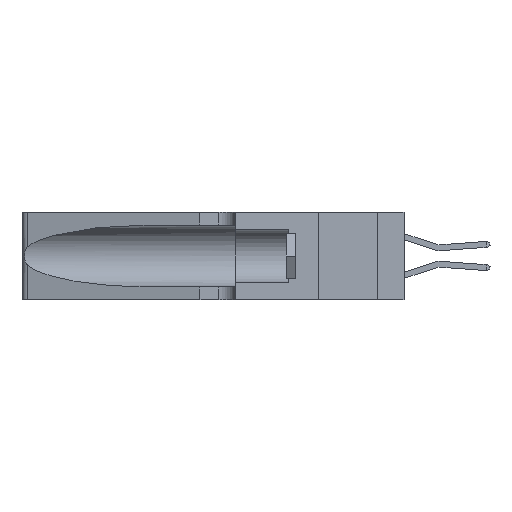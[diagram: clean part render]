
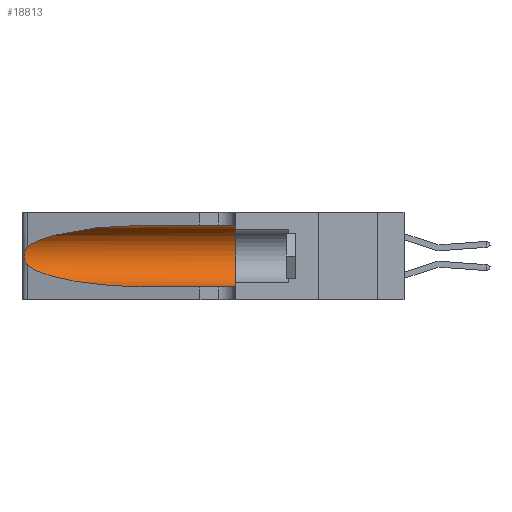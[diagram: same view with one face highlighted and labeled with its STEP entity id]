
A CAD part, left-side view. The second image highlights one B-rep face of the part: STEP entity #18813.
In plain terms, the highlighted cylindrical face has radius 3.308 mm (diameter 6.617 mm), a partial arc.
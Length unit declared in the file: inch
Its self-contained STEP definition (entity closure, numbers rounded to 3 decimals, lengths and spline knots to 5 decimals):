
#290 = CARTESIAN_POINT ( 'NONE',  ( 0.1305, 0.72297, 0.31525 ) ) ;
#1260 = CARTESIAN_POINT ( 'NONE',  ( 0.25639, 1.23184, 0.21858 ) ) ;
#1320 = CARTESIAN_POINT ( 'NONE',  ( 0.25487, 1.22718, 0.14631 ) ) ;
#1396 = CARTESIAN_POINT ( 'NONE',  ( 0.25789, 1.23486, 0.15765 ) ) ;
#1566 = EDGE_LOOP ( 'NONE', ( #10707, #16784, #6969, #8334, #7874, #4370 ) ) ;
#1676 = DIRECTION ( 'NONE',  ( 0., 1., 0. ) ) ;
#2193 = CIRCLE ( 'NONE', #4441, 0.13025 ) ;
#2276 = LINE ( 'NONE', #15612, #11673 ) ;
#2878 = CARTESIAN_POINT ( 'NONE',  ( 0.25854, 1.2359, 0.20912 ) ) ;
#2968 = VERTEX_POINT ( 'NONE', #1320 ) ;
#3250 = EDGE_CURVE ( 'NONE', #2968, #11734, #6507, .T. ) ;
#3318 = CARTESIAN_POINT ( 'NONE',  ( 0.25487, 1.22718, 0.22369 ) ) ;
#3936 = CARTESIAN_POINT ( 'NONE',  ( 0.1305, 0.35, 0.31525 ) ) ;
#4241 = CARTESIAN_POINT ( 'NONE',  ( 0.25487, 1.22718, 0.14631 ) ) ;
#4301 = CARTESIAN_POINT ( 'NONE',  ( 0.26017, 1.23833, 0.17102 ) ) ;
#4370 = ORIENTED_EDGE ( 'NONE', *, *, #6154, .F. ) ;
#4441 = AXIS2_PLACEMENT_3D ( 'NONE', #13117, #1676, #12972 ) ;
#4652 = CYLINDRICAL_SURFACE ( 'NONE', #20164, 0.13025 ) ;
#4689 = DIRECTION ( 'NONE',  ( 0., 0., -1. ) ) ;
#5424 =( BOUNDED_CURVE ( )  B_SPLINE_CURVE ( 3, ( #7783, #19153, #20893, #20820 ),
 .UNSPECIFIED., .F., .T. ) 
 B_SPLINE_CURVE_WITH_KNOTS ( ( 4, 4 ),
 ( 1.5708, 2.84003 ),
 .UNSPECIFIED. ) 
 CURVE ( )  GEOMETRIC_REPRESENTATION_ITEM ( )  RATIONAL_B_SPLINE_CURVE ( ( 1., 0.87, 0.87, 1. ) ) 
 REPRESENTATION_ITEM ( '' )  );
#5711 = B_SPLINE_CURVE_WITH_KNOTS ( 'NONE', 3,
 ( #19212, #9336, #1260, #12632, #2878, #11138, #14278, #15874, #4301, #9490, #1396, #20796, #6144, #17505 ),
 .UNSPECIFIED., .F., .F.,
 ( 4, 2, 2, 2, 2, 2, 4 ),
 ( 0., 0.00027, 0.00053, 0.00107, 0.0016, 0.00187, 0.00214 ),
 .UNSPECIFIED. ) ;
#5924 = FACE_OUTER_BOUND ( 'NONE', #1566, .T. ) ;
#5944 = CARTESIAN_POINT ( 'NONE',  ( 0.18966, 0.96281, 0.05475 ) ) ;
#6144 = CARTESIAN_POINT ( 'NONE',  ( 0.25555, 1.22993, 0.14849 ) ) ;
#6154 = EDGE_CURVE ( 'NONE', #12432, #11486, #8344, .T. ) ;
#6401 = DIRECTION ( 'NONE',  ( 0., -1., 0. ) ) ;
#6507 =( BOUNDED_CURVE ( )  B_SPLINE_CURVE ( 3, ( #4241, #15606, #5944, #13882 ),
 .UNSPECIFIED., .F., .T. ) 
 B_SPLINE_CURVE_WITH_KNOTS ( ( 4, 4 ),
 ( 3.44316, 4.71239 ),
 .UNSPECIFIED. ) 
 CURVE ( )  GEOMETRIC_REPRESENTATION_ITEM ( )  RATIONAL_B_SPLINE_CURVE ( ( 1., 0.87, 0.87, 1. ) ) 
 REPRESENTATION_ITEM ( '' )  );
#6969 = ORIENTED_EDGE ( 'NONE', *, *, #3250, .T. ) ;
#7066 = VECTOR ( 'NONE', #17380, 39.37008 ) ;
#7471 = EDGE_CURVE ( 'NONE', #11486, #8696, #2193, .T. ) ;
#7783 = CARTESIAN_POINT ( 'NONE',  ( 0.1305, 0.72297, 0.31525 ) ) ;
#7874 = ORIENTED_EDGE ( 'NONE', *, *, #7471, .F. ) ;
#8334 = ORIENTED_EDGE ( 'NONE', *, *, #11325, .T. ) ;
#8344 = LINE ( 'NONE', #15818, #7066 ) ;
#8696 = VERTEX_POINT ( 'NONE', #14423 ) ;
#9336 = CARTESIAN_POINT ( 'NONE',  ( 0.25555, 1.22994, 0.2215 ) ) ;
#9490 = CARTESIAN_POINT ( 'NONE',  ( 0.25856, 1.23593, 0.16098 ) ) ;
#9741 = CARTESIAN_POINT ( 'NONE',  ( 0.1305, 1.61858, 0.185 ) ) ;
#9775 = VERTEX_POINT ( 'NONE', #3318 ) ;
#10707 = ORIENTED_EDGE ( 'NONE', *, *, #14811, .T. ) ;
#11138 = CARTESIAN_POINT ( 'NONE',  ( 0.26018, 1.23835, 0.19895 ) ) ;
#11325 = EDGE_CURVE ( 'NONE', #11734, #8696, #2276, .T. ) ;
#11486 = VERTEX_POINT ( 'NONE', #3936 ) ;
#11673 = VECTOR ( 'NONE', #17865, 39.37008 ) ;
#11734 = VERTEX_POINT ( 'NONE', #14644 ) ;
#12432 = VERTEX_POINT ( 'NONE', #290 ) ;
#12632 = CARTESIAN_POINT ( 'NONE',  ( 0.25787, 1.23484, 0.2124 ) ) ;
#12972 = DIRECTION ( 'NONE',  ( 0., 0., 1. ) ) ;
#13117 = CARTESIAN_POINT ( 'NONE',  ( 0.1305, 0.35, 0.185 ) ) ;
#13882 = CARTESIAN_POINT ( 'NONE',  ( 0.1305, 0.72297, 0.05475 ) ) ;
#14278 = CARTESIAN_POINT ( 'NONE',  ( 0.26075, 1.23896, 0.19203 ) ) ;
#14423 = CARTESIAN_POINT ( 'NONE',  ( 0.1305, 0.35, 0.05475 ) ) ;
#14644 = CARTESIAN_POINT ( 'NONE',  ( 0.1305, 0.72297, 0.05475 ) ) ;
#14811 = EDGE_CURVE ( 'NONE', #12432, #9775, #5424, .T. ) ;
#15606 = CARTESIAN_POINT ( 'NONE',  ( 0.2373, 1.15595, 0.08982 ) ) ;
#15612 = CARTESIAN_POINT ( 'NONE',  ( 0.1305, 1.61858, 0.05475 ) ) ;
#15818 = CARTESIAN_POINT ( 'NONE',  ( 0.1305, 1.61858, 0.31525 ) ) ;
#15874 = CARTESIAN_POINT ( 'NONE',  ( 0.26075, 1.23896, 0.178 ) ) ;
#16784 = ORIENTED_EDGE ( 'NONE', *, *, #17678, .T. ) ;
#17380 = DIRECTION ( 'NONE',  ( 0., -1., 0. ) ) ;
#17505 = CARTESIAN_POINT ( 'NONE',  ( 0.25487, 1.22718, 0.14631 ) ) ;
#17678 = EDGE_CURVE ( 'NONE', #9775, #2968, #5711, .T. ) ;
#17865 = DIRECTION ( 'NONE',  ( 0., -1., 0. ) ) ;
#18813 = ADVANCED_FACE ( 'NONE', ( #5924 ), #4652, .F. ) ;
#19153 = CARTESIAN_POINT ( 'NONE',  ( 0.18966, 0.96281, 0.31525 ) ) ;
#19212 = CARTESIAN_POINT ( 'NONE',  ( 0.25487, 1.22718, 0.22369 ) ) ;
#20164 = AXIS2_PLACEMENT_3D ( 'NONE', #9741, #6401, #4689 ) ;
#20796 = CARTESIAN_POINT ( 'NONE',  ( 0.25639, 1.23186, 0.15144 ) ) ;
#20820 = CARTESIAN_POINT ( 'NONE',  ( 0.25487, 1.22718, 0.22369 ) ) ;
#20893 = CARTESIAN_POINT ( 'NONE',  ( 0.2373, 1.15595, 0.28018 ) ) ;
